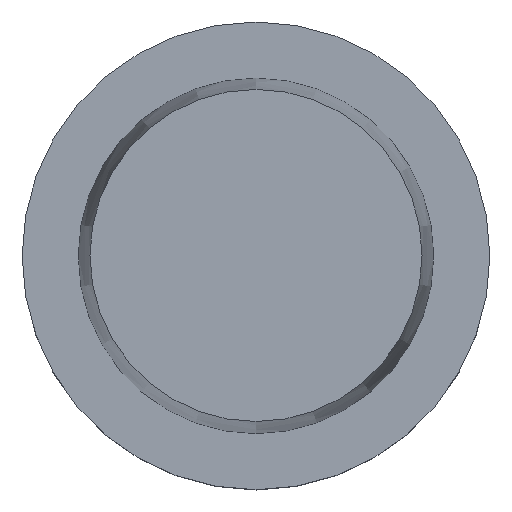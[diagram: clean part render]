
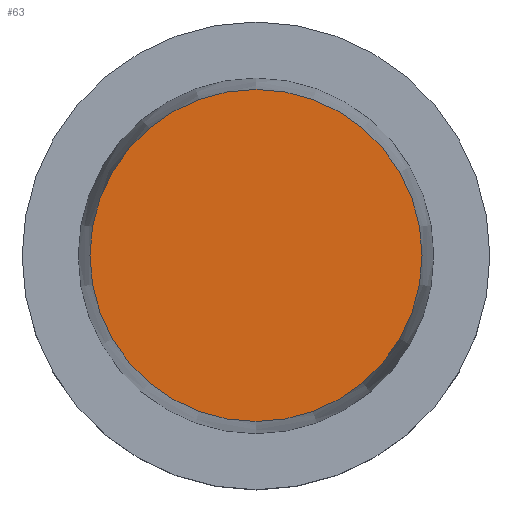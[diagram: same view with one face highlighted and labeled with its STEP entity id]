
A CAD part, top view. The second image highlights one B-rep face of the part: STEP entity #63.
In plain terms, the highlighted planar face has unit normal (0, 0, 1).
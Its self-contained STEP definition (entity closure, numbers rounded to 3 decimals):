
#63=ADVANCED_FACE('Unnamed[1]',(#164),#165,.T.);
#128=EDGE_CURVE('Unnamed[1]',#265,#265,#266,.T.);
#164=FACE_OUTER_BOUND('',#299,.T.);
#165=PLANE('',#300);
#265=VERTEX_POINT('',#425);
#266=CIRCLE('',#426,35.5);
#299=EDGE_LOOP('',(#455));
#300=AXIS2_PLACEMENT_3D('',#456,#457,#458);
#425=CARTESIAN_POINT('',(0.,35.5,50.0));
#426=AXIS2_PLACEMENT_3D('',#567,#568,#569);
#455=ORIENTED_EDGE('',*,*,#128,.F.);
#456=CARTESIAN_POINT('',(0.,17.75,50.0));
#457=DIRECTION('',(0.,0.,1.0));
#458=DIRECTION('',(0.,-1.0,0.));
#567=CARTESIAN_POINT('',(0.,0.,50.0));
#568=DIRECTION('',(0.,0.,-1.0));
#569=DIRECTION('',(0.,1.0,0.));
